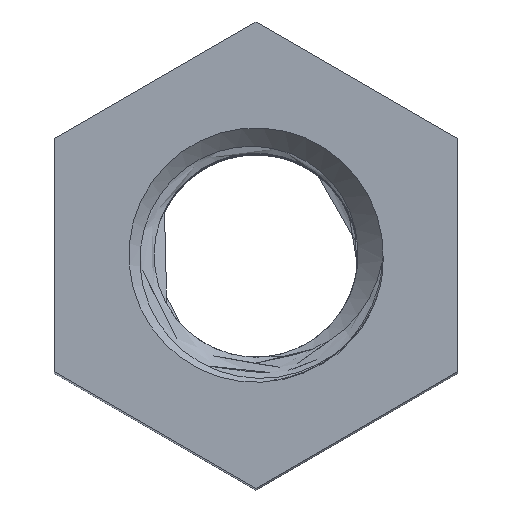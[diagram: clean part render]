
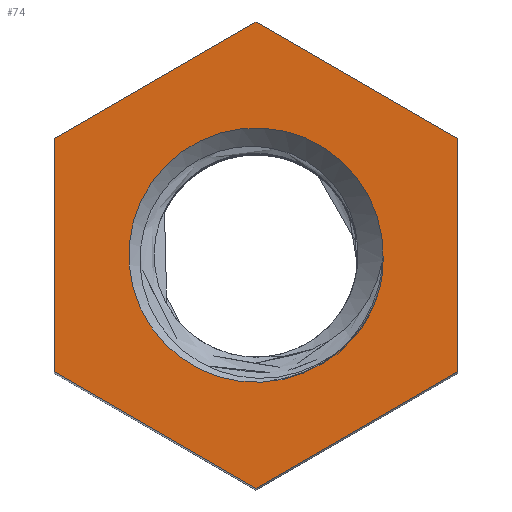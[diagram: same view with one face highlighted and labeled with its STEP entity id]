
A CAD part, top view. The second image highlights one B-rep face of the part: STEP entity #74.
In plain terms, the highlighted planar face has unit normal (0, 0, 1).
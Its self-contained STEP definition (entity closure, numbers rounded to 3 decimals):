
#74=ADVANCED_FACE('',(#338,#340),#342,.T.);
#338=FACE_BOUND('',#339,.T.);
#339=EDGE_LOOP('',(#13039,#13040,#13041,#13042,#13043,#13044));
#340=FACE_BOUND('',#341,.T.);
#341=EDGE_LOOP('',(#13045,#13046));
#342=PLANE('',#343);
#343=AXIS2_PLACEMENT_3D('',#344,#345,#346);
#344=CARTESIAN_POINT('',(0.,0.,10.));
#345=DIRECTION('',(0.,0.,1.));
#346=DIRECTION('',(-1.,0.,0.));
#13039=ORIENTED_EDGE('',*,*,#13201,.T.);
#13040=ORIENTED_EDGE('',*,*,#13202,.T.);
#13041=ORIENTED_EDGE('',*,*,#13203,.T.);
#13042=ORIENTED_EDGE('',*,*,#13204,.T.);
#13043=ORIENTED_EDGE('',*,*,#13205,.T.);
#13044=ORIENTED_EDGE('',*,*,#13206,.T.);
#13045=ORIENTED_EDGE('',*,*,#13207,.T.);
#13046=ORIENTED_EDGE('',*,*,#13191,.T.);
#13191=EDGE_CURVE('',#13275,#13273,#13276,.F.);
#13201=EDGE_CURVE('',#13294,#13295,#13296,.T.);
#13202=EDGE_CURVE('',#13295,#13297,#13298,.T.);
#13203=EDGE_CURVE('',#13297,#13299,#13300,.T.);
#13204=EDGE_CURVE('',#13299,#13301,#13302,.T.);
#13205=EDGE_CURVE('',#13301,#13303,#13304,.T.);
#13206=EDGE_CURVE('',#13303,#13294,#13305,.T.);
#13207=EDGE_CURVE('',#13273,#13275,#13306,.F.);
#13273=VERTEX_POINT('',#13423);
#13275=VERTEX_POINT('',#13438);
#13276=CIRCLE('',#13439,1.26);
#13294=VERTEX_POINT('',#13599);
#13295=VERTEX_POINT('',#13600);
#13296=LINE('',#13601,#13602);
#13297=VERTEX_POINT('',#13604);
#13298=LINE('',#13605,#13606);
#13299=VERTEX_POINT('',#13608);
#13300=LINE('',#13609,#13610);
#13301=VERTEX_POINT('',#13612);
#13302=LINE('',#13613,#13614);
#13303=VERTEX_POINT('',#13616);
#13304=LINE('',#13617,#13618);
#13305=LINE('',#13620,#13621);
#13306=B_SPLINE_CURVE_WITH_KNOTS('',3,
(#13623,#13624,#13625,#13626,#13627,#13628,#13629,#13630,#13631,#13632,#13633,#13634,
#13635,#13636,#13637,#13638,#13639,#13640,#13641,#13642,#13643),
.UNSPECIFIED.,.F.,.F.,
(4,1,1,1,1,1,1,1,1,1,1,1,1,1,1,1,1,1,4),
(0.,0.068,0.102,0.204,0.207,0.317,
0.352,0.433,0.514,0.553,0.667,
0.684,0.773,0.848,0.859,0.935,
0.961,0.963,1.),
.UNSPECIFIED.);
#13423=CARTESIAN_POINT('',(1.26,-0.031,10.));
#13438=CARTESIAN_POINT('',(0.985,-0.786,10.));
#13439=AXIS2_PLACEMENT_3D('',#13440,#13441,#13442);
#13440=CARTESIAN_POINT('',(0.,0.,10.));
#13441=DIRECTION('',(0.,0.,1.));
#13442=DIRECTION('',(1.,-0.024,0.));
#13599=CARTESIAN_POINT('',(0.,-2.309,10.));
#13600=CARTESIAN_POINT('',(2.,-1.155,10.));
#13601=CARTESIAN_POINT('',(0.,-2.309,10.));
#13602=VECTOR('',#13603,1.);
#13603=DIRECTION('',(0.866,0.5,0.));
#13604=CARTESIAN_POINT('',(2.,1.155,10.));
#13605=CARTESIAN_POINT('',(2.,-1.155,10.));
#13606=VECTOR('',#13607,1.);
#13607=DIRECTION('',(0.,1.,0.));
#13608=CARTESIAN_POINT('',(0.,2.309,10.));
#13609=CARTESIAN_POINT('',(2.,1.155,10.));
#13610=VECTOR('',#13611,1.);
#13611=DIRECTION('',(-0.866,0.5,0.));
#13612=CARTESIAN_POINT('',(-2.,1.155,10.));
#13613=CARTESIAN_POINT('',(0.,2.309,10.));
#13614=VECTOR('',#13615,1.);
#13615=DIRECTION('',(-0.866,-0.5,0.));
#13616=CARTESIAN_POINT('',(-2.,-1.155,10.));
#13617=CARTESIAN_POINT('',(-2.,1.155,10.));
#13618=VECTOR('',#13619,1.);
#13619=DIRECTION('',(0.,-1.,0.));
#13620=CARTESIAN_POINT('',(-2.,-1.155,10.));
#13621=VECTOR('',#13622,1.);
#13622=DIRECTION('',(0.866,-0.5,0.));
#13623=CARTESIAN_POINT('',(0.985,-0.786,10.));
#13624=CARTESIAN_POINT('',(0.997,-0.772,10.));
#13625=CARTESIAN_POINT('',(1.015,-0.751,10.));
#13626=CARTESIAN_POINT('',(1.05,-0.707,10.));
#13627=CARTESIAN_POINT('',(1.071,-0.675,10.));
#13628=CARTESIAN_POINT('',(1.103,-0.625,10.));
#13629=CARTESIAN_POINT('',(1.123,-0.591,10.));
#13630=CARTESIAN_POINT('',(1.151,-0.535,10.));
#13631=CARTESIAN_POINT('',(1.174,-0.486,10.));
#13632=CARTESIAN_POINT('',(1.194,-0.434,10.));
#13633=CARTESIAN_POINT('',(1.214,-0.374,10.));
#13634=CARTESIAN_POINT('',(1.226,-0.329,10.));
#13635=CARTESIAN_POINT('',(1.24,-0.27,10.));
#13636=CARTESIAN_POINT('',(1.249,-0.221,10.));
#13637=CARTESIAN_POINT('',(1.254,-0.173,10.));
#13638=CARTESIAN_POINT('',(1.258,-0.129,10.));
#13639=CARTESIAN_POINT('',(1.26,-0.098,10.));
#13640=CARTESIAN_POINT('',(1.26,-0.069,10.));
#13641=CARTESIAN_POINT('',(1.26,-0.051,10.));
#13642=CARTESIAN_POINT('',(1.26,-0.041,10.));
#13643=CARTESIAN_POINT('',(1.26,-0.031,10.));
